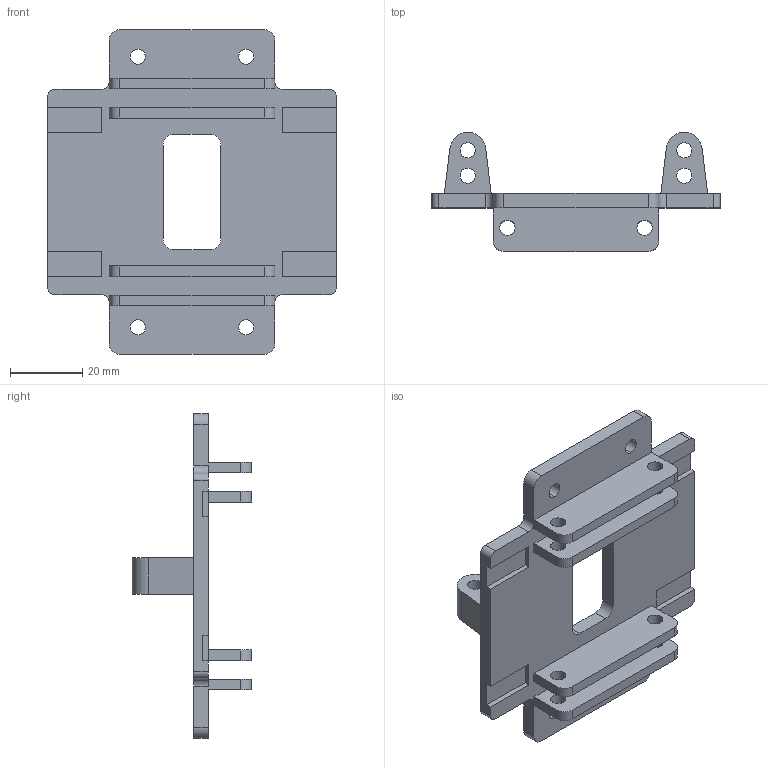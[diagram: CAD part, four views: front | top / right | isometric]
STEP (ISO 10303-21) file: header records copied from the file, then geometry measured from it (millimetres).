
FILE_DESCRIPTION (( 'STEP AP203' ), '1' );
FILE_NAME ('上底板(数量1）.STEP', '2021-09-16T05:03:16', ( '' ), ( '' ), 'SwSTEP 2.0', 'SolidWorks 2018', '' );
FILE_SCHEMA (( 'CONFIG_CONTROL_DESIGN' ));
Length unit declared in the file: millimetre
Products named in the file (1): 奻菁啣(杅講1ㄘ
Bounding box: 80 x 32.98 x 90 mm (x, y, z)
Volume: 30553.8 mm3; surface area: 19480.9 mm2
Topology: 1 solids, 1 shells, 118 faces, 336 edges, 224 vertices
Faces by surface type: plane 60, cylinder 58
Entity records: 4021 total; most frequent: DIRECTION 690, CARTESIAN_POINT 679, ORIENTED_EDGE 672, EDGE_CURVE 336, AXIS2_PLACEMENT_3D 235, VERTEX_POINT 224, VECTOR 220, LINE 220
